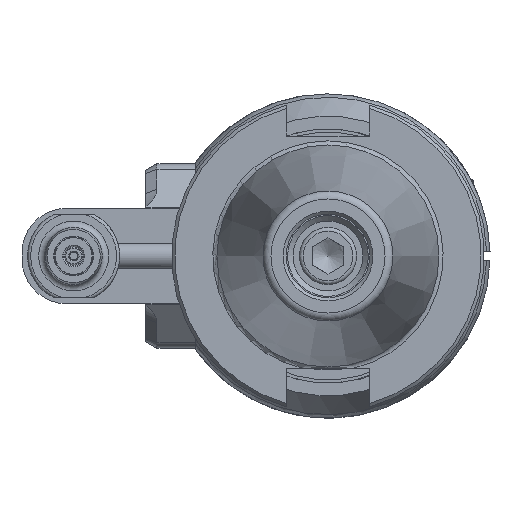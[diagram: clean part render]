
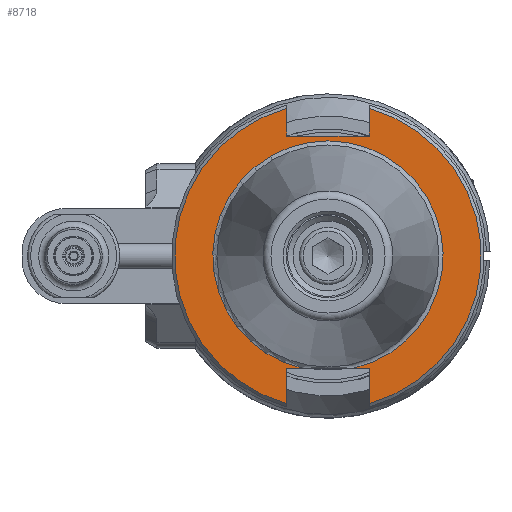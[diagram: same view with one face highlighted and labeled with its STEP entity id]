
A CAD part, left-side view. The second image highlights one B-rep face of the part: STEP entity #8718.
In plain terms, the highlighted planar face has unit normal (-1, 0, 0).
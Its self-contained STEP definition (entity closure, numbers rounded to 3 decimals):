
#500=LINE('',#55284,#1042);
#503=LINE('',#55300,#1045);
#515=LINE('',#55343,#1057);
#516=LINE('',#55348,#1058);
#517=LINE('',#55351,#1059);
#518=LINE('',#55355,#1060);
#519=LINE('',#55357,#1061);
#1042=VECTOR('',#11107,8.734);
#1045=VECTOR('',#11124,11.147);
#1057=VECTOR('',#11172,25.908);
#1058=VECTOR('',#11177,4.846);
#1059=VECTOR('',#11180,8.734);
#1060=VECTOR('',#11183,11.147);
#1061=VECTOR('',#11184,4.846);
#1484=PLANE('',#9517);
#2228=FACE_OUTER_BOUND('',#2902,.T.);
#2902=EDGE_LOOP('',(#6896,#6897,#6898,#6899,#6900,#6901,#6902,#6903,#6904,
#6905));
#3596=CIRCLE('',#9518,48.225);
#3597=CIRCLE('',#9519,48.225);
#3598=CIRCLE('',#9520,36.225);
#4205=VERTEX_POINT('',#55281);
#4206=VERTEX_POINT('',#55283);
#4211=VERTEX_POINT('',#55297);
#4212=VERTEX_POINT('',#55299);
#4225=VERTEX_POINT('',#55341);
#4227=VERTEX_POINT('',#55347);
#4228=VERTEX_POINT('',#55350);
#4229=VERTEX_POINT('',#55352);
#4230=VERTEX_POINT('',#55354);
#4231=VERTEX_POINT('',#55356);
#5195=EDGE_CURVE('',#4205,#4206,#500,.T.);
#5203=EDGE_CURVE('',#4211,#4212,#503,.T.);
#5225=EDGE_CURVE('',#4205,#4225,#515,.T.);
#5227=EDGE_CURVE('',#4227,#4212,#516,.T.);
#5228=EDGE_CURVE('',#4211,#4206,#3596,.T.);
#5229=EDGE_CURVE('',#4228,#4225,#517,.T.);
#5230=EDGE_CURVE('',#4228,#4229,#3597,.T.);
#5231=EDGE_CURVE('',#4230,#4229,#518,.T.);
#5232=EDGE_CURVE('',#4230,#4231,#519,.T.);
#5233=EDGE_CURVE('',#4231,#4227,#3598,.T.);
#6896=ORIENTED_EDGE('',*,*,#5227,.T.);
#6897=ORIENTED_EDGE('',*,*,#5203,.F.);
#6898=ORIENTED_EDGE('',*,*,#5228,.T.);
#6899=ORIENTED_EDGE('',*,*,#5195,.F.);
#6900=ORIENTED_EDGE('',*,*,#5225,.T.);
#6901=ORIENTED_EDGE('',*,*,#5229,.F.);
#6902=ORIENTED_EDGE('',*,*,#5230,.T.);
#6903=ORIENTED_EDGE('',*,*,#5231,.F.);
#6904=ORIENTED_EDGE('',*,*,#5232,.T.);
#6905=ORIENTED_EDGE('',*,*,#5233,.T.);
#8718=ADVANCED_FACE('',(#2228),#1484,.F.);
#9517=AXIS2_PLACEMENT_3D('',#55346,#11175,#11176);
#9518=AXIS2_PLACEMENT_3D('',#55349,#11178,#11179);
#9519=AXIS2_PLACEMENT_3D('',#55353,#11181,#11182);
#9520=AXIS2_PLACEMENT_3D('',#55358,#11185,#11186);
#11107=DIRECTION('',(0.,0.,1.));
#11124=DIRECTION('',(0.,0.,1.));
#11172=DIRECTION('',(0.,1.,0.));
#11175=DIRECTION('center_axis',(1.,0.,0.));
#11176=DIRECTION('ref_axis',(0.,-1.,0.));
#11177=DIRECTION('',(0.,-1.,0.));
#11178=DIRECTION('center_axis',(-1.,0.,0.));
#11179=DIRECTION('ref_axis',(0.,-0.269,-0.963));
#11180=DIRECTION('',(0.,0.,-1.));
#11181=DIRECTION('center_axis',(-1.,0.,0.));
#11182=DIRECTION('ref_axis',(0.,0.269,0.963));
#11183=DIRECTION('',(0.,0.,-1.));
#11184=DIRECTION('',(0.,-1.,0.));
#11185=DIRECTION('center_axis',(1.,0.,0.));
#11186=DIRECTION('ref_axis',(0.,-1.,0.));
#55281=CARTESIAN_POINT('',(-82.825,-12.954,37.719));
#55283=CARTESIAN_POINT('',(-82.825,-12.954,46.453));
#55284=CARTESIAN_POINT('',(-82.825,-12.954,37.719));
#55297=CARTESIAN_POINT('',(-82.825,-12.954,-46.453));
#55299=CARTESIAN_POINT('',(-82.825,-12.954,-35.306));
#55300=CARTESIAN_POINT('',(-82.825,-12.954,-46.453));
#55341=CARTESIAN_POINT('',(-82.825,12.954,37.719));
#55343=CARTESIAN_POINT('',(-82.825,-12.954,37.719));
#55346=CARTESIAN_POINT('Origin',(-82.825,-42.625,0.));
#55347=CARTESIAN_POINT('',(-82.825,-8.108,-35.306));
#55348=CARTESIAN_POINT('',(-82.825,-8.108,-35.306));
#55349=CARTESIAN_POINT('Origin',(-82.825,0.,0.));
#55350=CARTESIAN_POINT('',(-82.825,12.954,46.453));
#55351=CARTESIAN_POINT('',(-82.825,12.954,46.453));
#55352=CARTESIAN_POINT('',(-82.825,12.954,-46.453));
#55353=CARTESIAN_POINT('Origin',(-82.825,0.,0.));
#55354=CARTESIAN_POINT('',(-82.825,12.954,-35.306));
#55355=CARTESIAN_POINT('',(-82.825,12.954,-35.306));
#55356=CARTESIAN_POINT('',(-82.825,8.108,-35.306));
#55357=CARTESIAN_POINT('',(-82.825,12.954,-35.306));
#55358=CARTESIAN_POINT('Origin',(-82.825,0.,0.));
